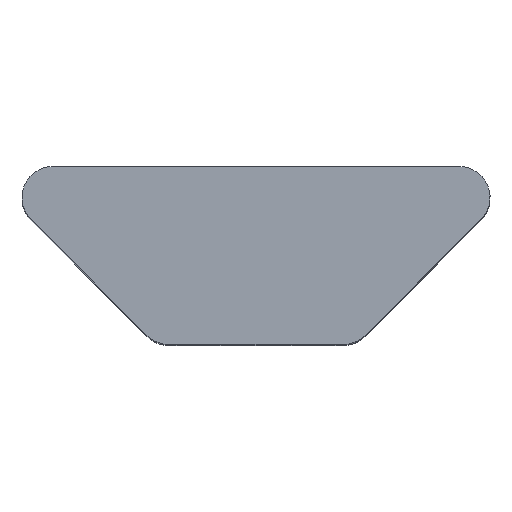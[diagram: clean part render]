
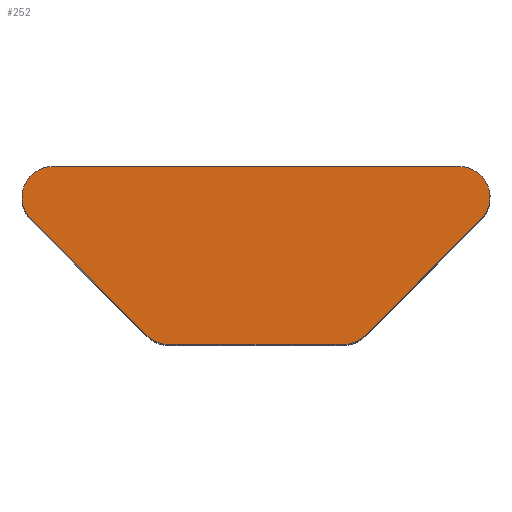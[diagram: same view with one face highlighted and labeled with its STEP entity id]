
A CAD part, top view. The second image highlights one B-rep face of the part: STEP entity #252.
In plain terms, the highlighted planar face has unit normal (0, 0, 1).
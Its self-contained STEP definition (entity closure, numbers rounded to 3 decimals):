
#27=PLANE('',#290);
#29=CIRCLE('',#271,0.7);
#33=CIRCLE('',#277,0.7);
#36=CIRCLE('',#282,0.7);
#39=CIRCLE('',#289,0.7);
#51=LINE('',#421,#69);
#55=LINE('',#432,#73);
#56=LINE('',#435,#74);
#59=LINE('',#441,#77);
#69=VECTOR('',#328,1000.);
#73=VECTOR('',#340,1000.);
#74=VECTOR('',#345,1000.);
#77=VECTOR('',#350,1000.);
#119=ORIENTED_EDGE('',*,*,#161,.T.);
#120=ORIENTED_EDGE('',*,*,#165,.T.);
#121=ORIENTED_EDGE('',*,*,#167,.T.);
#122=ORIENTED_EDGE('',*,*,#146,.T.);
#123=ORIENTED_EDGE('',*,*,#169,.T.);
#124=ORIENTED_EDGE('',*,*,#156,.T.);
#125=ORIENTED_EDGE('',*,*,#172,.T.);
#126=ORIENTED_EDGE('',*,*,#174,.T.);
#146=EDGE_CURVE('',#180,#179,#29,.T.);
#156=EDGE_CURVE('',#188,#187,#33,.T.);
#161=EDGE_CURVE('',#193,#192,#51,.T.);
#165=EDGE_CURVE('',#192,#195,#36,.T.);
#167=EDGE_CURVE('',#195,#180,#55,.T.);
#169=EDGE_CURVE('',#179,#188,#56,.T.);
#172=EDGE_CURVE('',#187,#197,#59,.T.);
#174=EDGE_CURVE('',#197,#193,#39,.T.);
#179=VERTEX_POINT('',#383);
#180=VERTEX_POINT('',#385);
#187=VERTEX_POINT('',#409);
#188=VERTEX_POINT('',#411);
#192=VERTEX_POINT('',#420);
#193=VERTEX_POINT('',#422);
#195=VERTEX_POINT('',#428);
#197=VERTEX_POINT('',#440);
#212=EDGE_LOOP('',(#119,#120,#121,#122,#123,#124,#125,#126));
#230=FACE_BOUND('',#212,.T.);
#252=ADVANCED_FACE('',(#230),#27,.T.);
#271=AXIS2_PLACEMENT_3D('',#384,#302,#303);
#277=AXIS2_PLACEMENT_3D('',#410,#319,#320);
#282=AXIS2_PLACEMENT_3D('',#429,#335,#336);
#289=AXIS2_PLACEMENT_3D('',#444,#355,#356);
#290=AXIS2_PLACEMENT_3D('',#445,#357,#358);
#302=DIRECTION('',(0.,0.,1.));
#303=DIRECTION('',(1.,0.,0.));
#319=DIRECTION('',(0.,0.,1.));
#320=DIRECTION('',(1.,0.,0.));
#328=DIRECTION('',(-1.,0.,0.));
#335=DIRECTION('',(0.,0.,1.));
#336=DIRECTION('',(1.,0.,0.));
#340=DIRECTION('',(0.707,-0.707,0.));
#345=DIRECTION('',(1.,0.,0.));
#350=DIRECTION('',(0.707,0.707,0.));
#355=DIRECTION('',(0.,0.,1.));
#356=DIRECTION('',(1.,0.,0.));
#357=DIRECTION('',(0.,0.,1.));
#358=DIRECTION('',(1.,0.,0.));
#383=CARTESIAN_POINT('',(-1.96,0.,7.25));
#384=CARTESIAN_POINT('',(-1.96,0.7,7.25));
#385=CARTESIAN_POINT('',(-2.455,0.205,7.25));
#409=CARTESIAN_POINT('',(2.455,0.205,7.25));
#410=CARTESIAN_POINT('',(1.96,0.7,7.25));
#411=CARTESIAN_POINT('',(1.96,0.,7.25));
#420=CARTESIAN_POINT('',(-4.56,4.,7.25));
#421=CARTESIAN_POINT('',(4.56,4.,7.25));
#422=CARTESIAN_POINT('',(4.56,4.,7.25));
#428=CARTESIAN_POINT('',(-5.055,2.805,7.25));
#429=CARTESIAN_POINT('',(-4.56,3.3,7.25));
#432=CARTESIAN_POINT('',(-5.055,2.805,7.25));
#435=CARTESIAN_POINT('',(-1.96,0.,7.25));
#440=CARTESIAN_POINT('',(5.055,2.805,7.25));
#441=CARTESIAN_POINT('',(2.455,0.205,7.25));
#444=CARTESIAN_POINT('',(4.56,3.3,7.25));
#445=CARTESIAN_POINT('',(-4.56,3.3,7.25));
